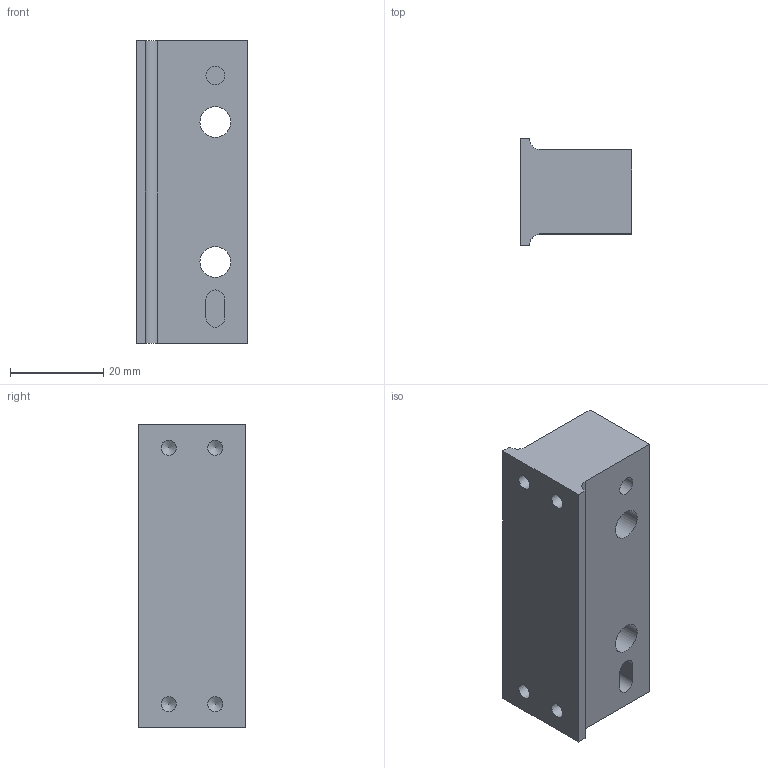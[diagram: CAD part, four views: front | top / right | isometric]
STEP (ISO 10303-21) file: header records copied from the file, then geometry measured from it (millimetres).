
FILE_DESCRIPTION(/* description */ (''),/* implementation_level */ '2;1');
FILE_NAME(/* name */ 'FAB-OX0027.stp',/* time_stamp */ '2020-02-10T11:59:03+00:00',/* author */ ('whgu0532'),/* organization */ (''),/* preprocessor_version */ 'ST-DEVELOPER v18',/* originating_system */ 'Autodesk Inventor 2020',/* authorisation */ '');
FILE_SCHEMA (('AUTOMOTIVE_DESIGN { 1 0 10303 214 3 1 1 }'));
Length unit declared in the file: millimetre
Products named in the file (1): FAB-OX0027
Bounding box: 24 x 23 x 65 mm (x, y, z)
Volume: 26033.9 mm3; surface area: 8475 mm2
Topology: 1 solids, 1 shells, 31 faces, 85 edges, 60 vertices
Faces by surface type: plane 14, cylinder 13, cone 4
Full cylindrical faces by diameter (mm): 3.242 x4, 4 x1, 6.6 x2, 11 x2
Entity records: 1080 total; most frequent: DIRECTION 185, CARTESIAN_POINT 173, ORIENTED_EDGE 162, EDGE_CURVE 81, AXIS2_PLACEMENT_3D 72, VERTEX_POINT 60, EDGE_LOOP 43, LINE 41
